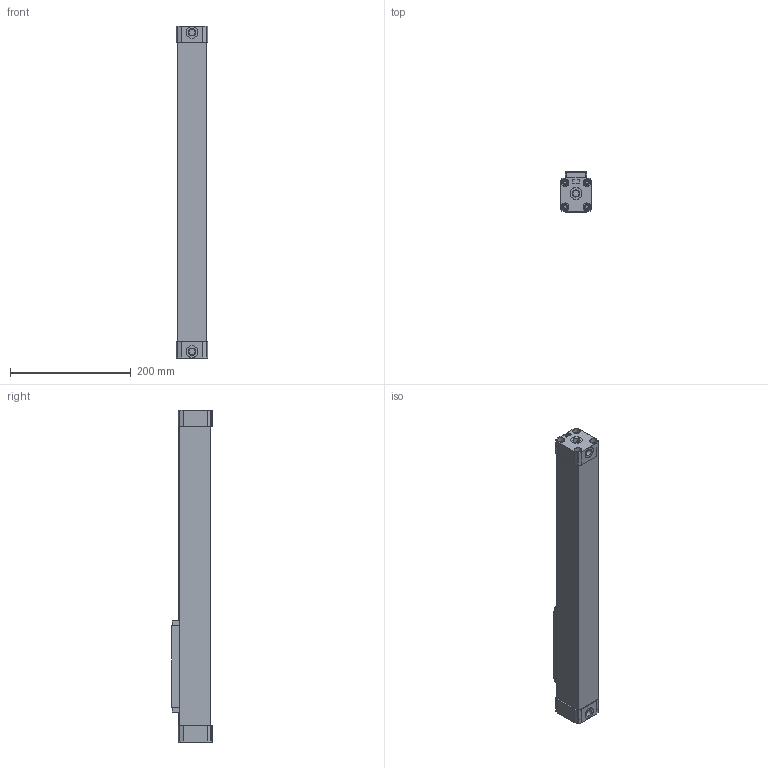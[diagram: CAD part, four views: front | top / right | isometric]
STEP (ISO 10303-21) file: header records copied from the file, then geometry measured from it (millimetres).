
FILE_DESCRIPTION( ( 'STEP AP203' ), '1' );
FILE_NAME( 'MCRPLF-90-32-0300(0).stp', '2020-06-04T10:02:54', ( 'License CC BY-ND 4.0' ), ( 'CADENAS' ), ' ', 'PARTsolutions', ' ' );
FILE_SCHEMA( ( 'CONFIG_CONTROL_DESIGN' ) );
Length unit declared in the file: millimetre
Products named in the file (3): MCRPLF-90-32-0300(0); _BodyMCRPLF-90-32-300; _RodMCRPLF-90:Standard type-32
Assembly tree (2 placements, depth 2):
  MCRPLF-90-32-0300(0)
    _BodyMCRPLF-90-32-300
    _RodMCRPLF-90:Standard type-32
Bounding box: 52 x 66.5 x 550 mm (x, y, z)
Volume: 1422822.8 mm3; surface area: 153343.1 mm2
Topology: 2 solids, 2 shells, 204 faces, 474 edges, 310 vertices
Faces by surface type: plane 132, cylinder 52, cone 20
Full cylindrical faces by diameter (mm): 4.134 x2, 4.917 x12, 8 x2, 8.9 x8, 12.6 x8, 19.5 x6
Entity records: 5620 total; most frequent: CARTESIAN_POINT 1017, DIRECTION 942, ORIENTED_EDGE 812, EDGE_CURVE 406, AXIS2_PLACEMENT_3D 339, EDGE_LOOP 308, VERTEX_POINT 302, LINE 264
